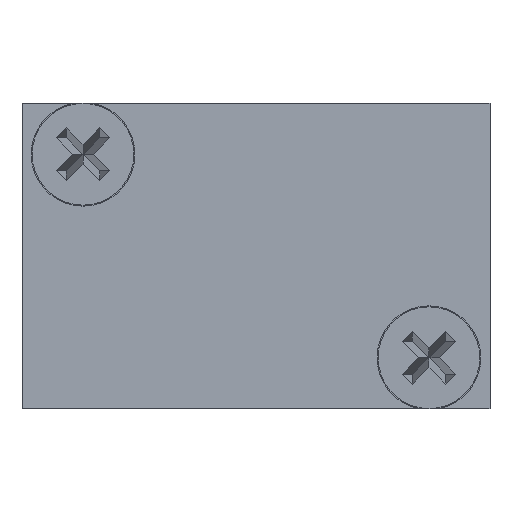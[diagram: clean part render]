
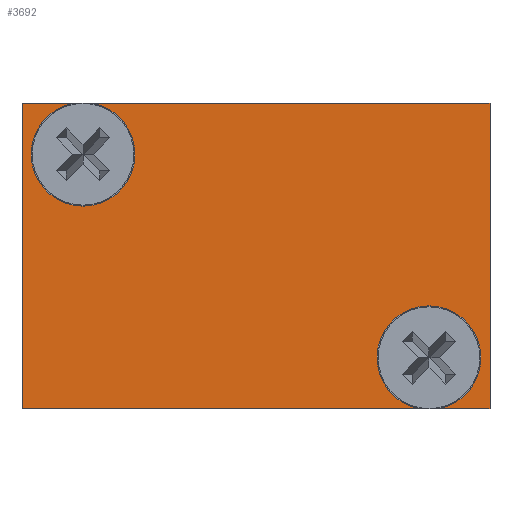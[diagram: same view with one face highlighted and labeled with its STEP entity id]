
A CAD part, left-side view. The second image highlights one B-rep face of the part: STEP entity #3692.
In plain terms, the highlighted planar face has unit normal (-1, 0, 0).
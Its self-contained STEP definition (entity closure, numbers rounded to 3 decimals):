
#24 = EDGE_LOOP ( 'NONE', ( #3447, #3556, #3484, #3482, #3438, #3568, #3600, #3532, #3604 ) ) ;
#410 = LINE ( 'NONE', #1761, #411 ) ;
#411 = VECTOR ( 'NONE', #1758, 1000. ) ;
#412 = LINE ( 'NONE', #1735, #414 ) ;
#413 = CIRCLE ( 'NONE', #631, 2.55 ) ;
#414 = VECTOR ( 'NONE', #1731, 1000. ) ;
#415 = LINE ( 'NONE', #1725, #416 ) ;
#416 = VECTOR ( 'NONE', #1721, 1000. ) ;
#417 = LINE ( 'NONE', #1715, #419 ) ;
#418 = CIRCLE ( 'NONE', #632, 2.55 ) ;
#419 = VECTOR ( 'NONE', #1714, 1000. ) ;
#420 = LINE ( 'NONE', #1906, #421 ) ;
#421 = VECTOR ( 'NONE', #1905, 1000. ) ;
#520 = EDGE_CURVE ( 'NONE', #971, #1209, #410, .T. ) ;
#521 = EDGE_CURVE ( 'NONE', #971, #1070, #413, .T. ) ;
#522 = EDGE_CURVE ( 'NONE', #1103, #1209, #412, .T. ) ;
#523 = EDGE_CURVE ( 'NONE', #967, #1103, #415, .T. ) ;
#524 = EDGE_CURVE ( 'NONE', #3920, #3926, #418, .T. ) ;
#525 = EDGE_CURVE ( 'NONE', #1159, #3920, #417, .T. ) ;
#526 = EDGE_CURVE ( 'NONE', #1159, #1084, #420, .T. ) ;
#588 = EDGE_CURVE ( 'NONE', #1084, #1070, #3163, .T. ) ;
#631 = AXIS2_PLACEMENT_3D ( 'NONE', #1750, #1746, #1742 ) ;
#632 = AXIS2_PLACEMENT_3D ( 'NONE', #1710, #1707, #1702 ) ;
#712 = AXIS2_PLACEMENT_3D ( 'NONE', #2860, #2924, #2930 ) ;
#967 = VERTEX_POINT ( 'NONE', #1465 ) ;
#971 = VERTEX_POINT ( 'NONE', #1479 ) ;
#1070 = VERTEX_POINT ( 'NONE', #1319 ) ;
#1084 = VERTEX_POINT ( 'NONE', #1333 ) ;
#1103 = VERTEX_POINT ( 'NONE', #1335 ) ;
#1159 = VERTEX_POINT ( 'NONE', #1352 ) ;
#1209 = VERTEX_POINT ( 'NONE', #1480 ) ;
#1319 = CARTESIAN_POINT ( 'NONE',  ( -2.25, -3.502, 7.5 ) ) ;
#1333 = CARTESIAN_POINT ( 'NONE',  ( -2.25, -23., 7.5 ) ) ;
#1335 = CARTESIAN_POINT ( 'NONE',  ( -2.25, 0., -7.5 ) ) ;
#1352 = CARTESIAN_POINT ( 'NONE',  ( -2.25, -23., -7.5 ) ) ;
#1465 = CARTESIAN_POINT ( 'NONE',  ( -2.25, -19.498, -7.5 ) ) ;
#1479 = CARTESIAN_POINT ( 'NONE',  ( -2.25, -2.498, 7.5 ) ) ;
#1480 = CARTESIAN_POINT ( 'NONE',  ( -2.25, 0., 7.5 ) ) ;
#1530 = AXIS2_PLACEMENT_3D ( 'NONE', #2672, #2671, #2670 ) ;
#1702 = DIRECTION ( 'NONE',  ( 0., 0., 1. ) ) ;
#1707 = DIRECTION ( 'NONE',  ( -1., 0., 0. ) ) ;
#1710 = CARTESIAN_POINT ( 'NONE',  ( -2.25, -20., -5. ) ) ;
#1714 = DIRECTION ( 'NONE',  ( 0., 1., 0. ) ) ;
#1715 = CARTESIAN_POINT ( 'NONE',  ( -2.25, -23., -7.5 ) ) ;
#1721 = DIRECTION ( 'NONE',  ( 0., 1., 0. ) ) ;
#1725 = CARTESIAN_POINT ( 'NONE',  ( -2.25, -23., -7.5 ) ) ;
#1731 = DIRECTION ( 'NONE',  ( 0., 0., 1. ) ) ;
#1735 = CARTESIAN_POINT ( 'NONE',  ( -2.25, 0., 7.5 ) ) ;
#1742 = DIRECTION ( 'NONE',  ( 0., 0., 1. ) ) ;
#1746 = DIRECTION ( 'NONE',  ( -1., 0., 0. ) ) ;
#1750 = CARTESIAN_POINT ( 'NONE',  ( -2.25, -3., 5. ) ) ;
#1758 = DIRECTION ( 'NONE',  ( 0., 1., 0. ) ) ;
#1761 = CARTESIAN_POINT ( 'NONE',  ( -2.25, -23., 7.5 ) ) ;
#1774 = DIRECTION ( 'NONE',  ( 0., 1., 0. ) ) ;
#1775 = CARTESIAN_POINT ( 'NONE',  ( -2.25, -23., 7.5 ) ) ;
#1905 = DIRECTION ( 'NONE',  ( 0., 0., 1. ) ) ;
#1906 = CARTESIAN_POINT ( 'NONE',  ( -2.25, -23., 7.5 ) ) ;
#2670 = DIRECTION ( 'NONE',  ( 0., 0., 1. ) ) ;
#2671 = DIRECTION ( 'NONE',  ( -1., 0., 0. ) ) ;
#2672 = CARTESIAN_POINT ( 'NONE',  ( -2.25, -20., -5. ) ) ;
#2703 = CARTESIAN_POINT ( 'NONE',  ( -2.25, -20., -2.45 ) ) ;
#2719 = CARTESIAN_POINT ( 'NONE',  ( -2.25, -20.502, -7.5 ) ) ;
#2860 = CARTESIAN_POINT ( 'NONE',  ( -2.25, -23., 7.5 ) ) ;
#2924 = DIRECTION ( 'NONE',  ( -1., 0., 0. ) ) ;
#2930 = DIRECTION ( 'NONE',  ( 0., 0., 1. ) ) ;
#3073 = PLANE ( 'NONE',  #712 ) ;
#3163 = LINE ( 'NONE', #1775, #3164 ) ;
#3164 = VECTOR ( 'NONE', #1774, 1000. ) ;
#3316 = FACE_OUTER_BOUND ( 'NONE', #24, .T. ) ;
#3438 = ORIENTED_EDGE ( 'NONE', *, *, #4484, .F. ) ;
#3447 = ORIENTED_EDGE ( 'NONE', *, *, #521, .F. ) ;
#3482 = ORIENTED_EDGE ( 'NONE', *, *, #523, .F. ) ;
#3484 = ORIENTED_EDGE ( 'NONE', *, *, #522, .F. ) ;
#3532 = ORIENTED_EDGE ( 'NONE', *, *, #526, .T. ) ;
#3556 = ORIENTED_EDGE ( 'NONE', *, *, #520, .T. ) ;
#3568 = ORIENTED_EDGE ( 'NONE', *, *, #524, .F. ) ;
#3600 = ORIENTED_EDGE ( 'NONE', *, *, #525, .F. ) ;
#3604 = ORIENTED_EDGE ( 'NONE', *, *, #588, .T. ) ;
#3692 = ADVANCED_FACE ( 'NONE', ( #3316 ), #3073, .T. ) ;
#3920 = VERTEX_POINT ( 'NONE', #2719 ) ;
#3926 = VERTEX_POINT ( 'NONE', #2703 ) ;
#4108 = CIRCLE ( 'NONE', #1530, 2.55 ) ;
#4484 = EDGE_CURVE ( 'NONE', #3926, #967, #4108, .T. ) ;
